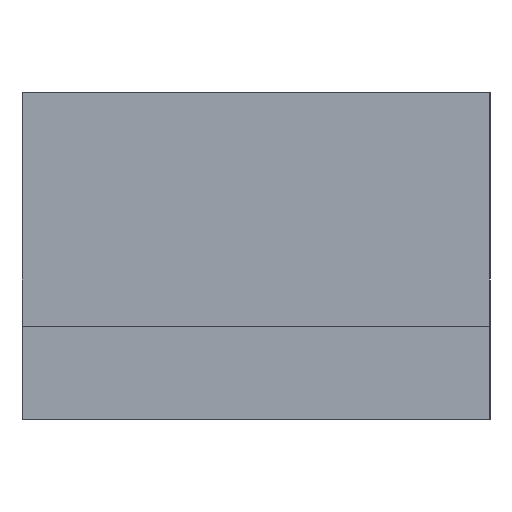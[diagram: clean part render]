
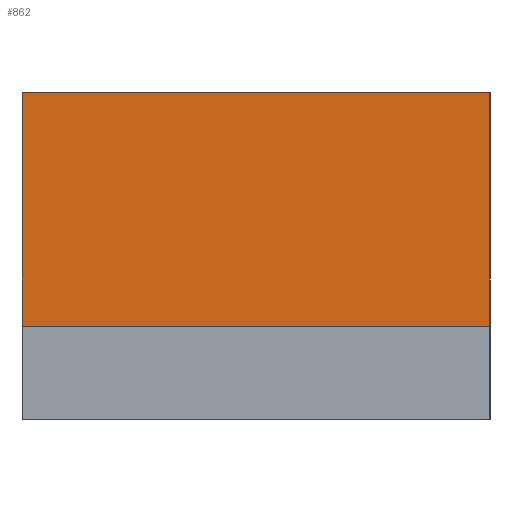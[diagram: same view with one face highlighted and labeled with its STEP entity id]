
A CAD part, left-side view. The second image highlights one B-rep face of the part: STEP entity #862.
In plain terms, the highlighted planar face has unit normal (-1, 0, 0).
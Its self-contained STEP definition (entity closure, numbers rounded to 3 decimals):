
#32=FACE_OUTER_BOUND('',#82,.T.);
#82=EDGE_LOOP('',(#591,#592,#593,#594));
#138=LINE('',#1230,#258);
#141=LINE('',#1236,#261);
#144=LINE('',#1241,#264);
#145=LINE('',#1243,#265);
#258=VECTOR('',#998,10.);
#261=VECTOR('',#1003,10.);
#264=VECTOR('',#1008,10.);
#265=VECTOR('',#1011,10.);
#376=VERTEX_POINT('',#1227);
#377=VERTEX_POINT('',#1229);
#379=VERTEX_POINT('',#1234);
#380=VERTEX_POINT('',#1239);
#458=EDGE_CURVE('',#377,#376,#138,.T.);
#461=EDGE_CURVE('',#379,#376,#141,.T.);
#464=EDGE_CURVE('',#380,#377,#144,.T.);
#465=EDGE_CURVE('',#380,#379,#145,.T.);
#591=ORIENTED_EDGE('',*,*,#465,.F.);
#592=ORIENTED_EDGE('',*,*,#464,.T.);
#593=ORIENTED_EDGE('',*,*,#458,.T.);
#594=ORIENTED_EDGE('',*,*,#461,.F.);
#812=PLANE('',#931);
#862=ADVANCED_FACE('',(#32),#812,.T.);
#931=AXIS2_PLACEMENT_3D('',#1242,#1009,#1010);
#998=DIRECTION('',(0.,0.,1.));
#1003=DIRECTION('',(0.,-1.,0.));
#1008=DIRECTION('',(0.,-1.,0.));
#1009=DIRECTION('center_axis',(-1.,0.,0.));
#1010=DIRECTION('ref_axis',(0.,0.,-1.));
#1011=DIRECTION('',(0.,0.,1.));
#1227=CARTESIAN_POINT('',(-28.,4.52,17.78));
#1229=CARTESIAN_POINT('',(-28.,4.52,14.78));
#1230=CARTESIAN_POINT('',(-28.,4.52,15.78));
#1234=CARTESIAN_POINT('',(-28.,10.52,17.78));
#1236=CARTESIAN_POINT('',(-28.,10.52,17.78));
#1239=CARTESIAN_POINT('',(-28.,10.52,14.78));
#1241=CARTESIAN_POINT('',(-28.,10.52,14.78));
#1242=CARTESIAN_POINT('Origin',(-28.,10.52,15.78));
#1243=CARTESIAN_POINT('',(-28.,10.52,15.78));
